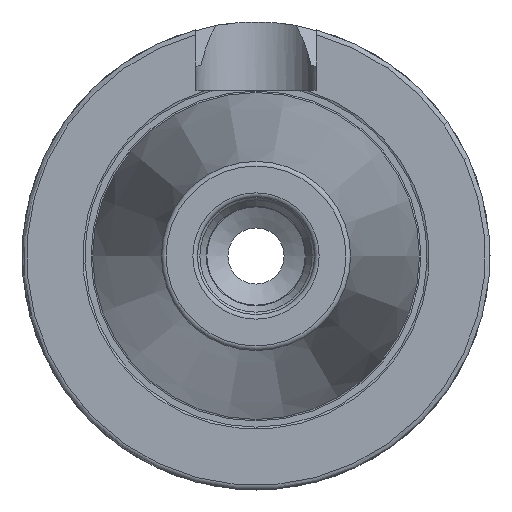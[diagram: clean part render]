
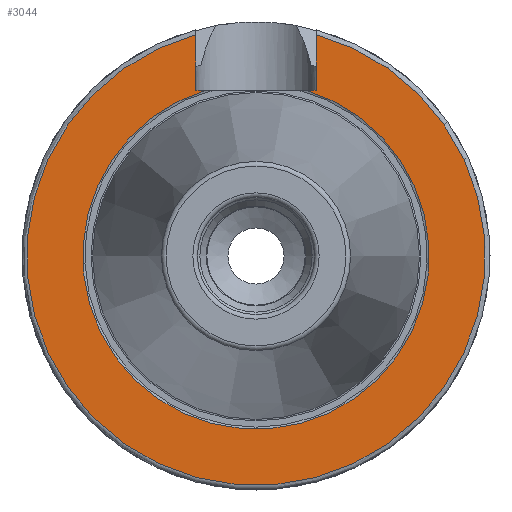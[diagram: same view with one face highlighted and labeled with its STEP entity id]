
A CAD part, left-side view. The second image highlights one B-rep face of the part: STEP entity #3044.
In plain terms, the highlighted planar face has unit normal (-1, 0, 0).
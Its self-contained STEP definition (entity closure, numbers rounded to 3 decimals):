
#1438=CARTESIAN_POINT('',(3.,-12.85,35.4));
#1439=VERTEX_POINT('',#1438);
#1446=CARTESIAN_POINT('',(3.,-12.85,47.285));
#1447=VERTEX_POINT('',#1446);
#1448=CARTESIAN_POINT('',(3.,-12.85,47.285));
#1449=DIRECTION('',(0.0,0.0,-1.0));
#1450=VECTOR('',#1449,11.885);
#1451=LINE('',#1448,#1450);
#1452=EDGE_CURVE('',#1447,#1439,#1451,.T.);
#1529=CARTESIAN_POINT('',(3.,12.85,47.285));
#1530=VERTEX_POINT('',#1529);
#1544=CARTESIAN_POINT('',(3.,12.85,35.4));
#1545=VERTEX_POINT('',#1544);
#1546=CARTESIAN_POINT('',(3.,12.85,35.4));
#1547=DIRECTION('',(0.0,0.0,1.0));
#1548=VECTOR('',#1547,11.885);
#1549=LINE('',#1546,#1548);
#1550=EDGE_CURVE('',#1545,#1530,#1549,.T.);
#1569=CARTESIAN_POINT('',(3.,10.763,35.4));
#1570=VERTEX_POINT('',#1569);
#1592=CARTESIAN_POINT('',(3.,-10.763,35.4));
#1593=VERTEX_POINT('',#1592);
#1607=CARTESIAN_POINT('',(3.,-12.85,35.4));
#1608=DIRECTION('',(0.0,1.0,0.0));
#1609=VECTOR('',#1608,2.087);
#1610=LINE('',#1607,#1609);
#1611=EDGE_CURVE('',#1439,#1593,#1610,.T.);
#1616=CARTESIAN_POINT('',(3.,10.763,35.4));
#1617=DIRECTION('',(0.0,1.0,0.0));
#1618=VECTOR('',#1617,2.087);
#1619=LINE('',#1616,#1618);
#1620=EDGE_CURVE('',#1570,#1545,#1619,.T.);
#3013=CARTESIAN_POINT('',(3.,0.0,0.0));
#3014=DIRECTION('',(1.0,0.0,0.0));
#3015=DIRECTION('',(0.0,1.0,0.0));
#3016=AXIS2_PLACEMENT_3D('',#3013,#3014,#3015);
#3017=CIRCLE('',#3016,37.);
#3018=EDGE_CURVE('',#1593,#1570,#3017,.T.);
#3025=CARTESIAN_POINT('',(3.,43.,0.0));
#3026=DIRECTION('',(-1.0,0.0,0.0));
#3027=DIRECTION('',(0.0,0.0,1.0));
#3028=AXIS2_PLACEMENT_3D('',#3025,#3026,#3027);
#3029=PLANE('',#3028);
#3030=ORIENTED_EDGE('',*,*,#1550,.T.);
#3031=CARTESIAN_POINT('',(3.,0.0,0.0));
#3032=DIRECTION('',(1.0,0.0,0.0));
#3033=DIRECTION('',(0.0,1.0,0.0));
#3034=AXIS2_PLACEMENT_3D('',#3031,#3032,#3033);
#3035=CIRCLE('',#3034,49.);
#3036=EDGE_CURVE('',#1447,#1530,#3035,.T.);
#3037=ORIENTED_EDGE('',*,*,#3036,.F.);
#3038=ORIENTED_EDGE('',*,*,#1452,.T.);
#3039=ORIENTED_EDGE('',*,*,#1611,.T.);
#3040=ORIENTED_EDGE('',*,*,#3018,.T.);
#3041=ORIENTED_EDGE('',*,*,#1620,.T.);
#3042=EDGE_LOOP('',(#3030,#3037,#3038,#3039,#3040,#3041));
#3043=FACE_OUTER_BOUND('',#3042,.T.);
#3044=ADVANCED_FACE('',(#3043),#3029,.T.);
